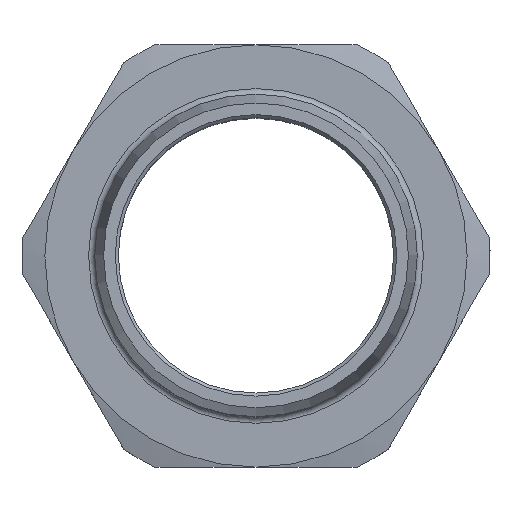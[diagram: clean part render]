
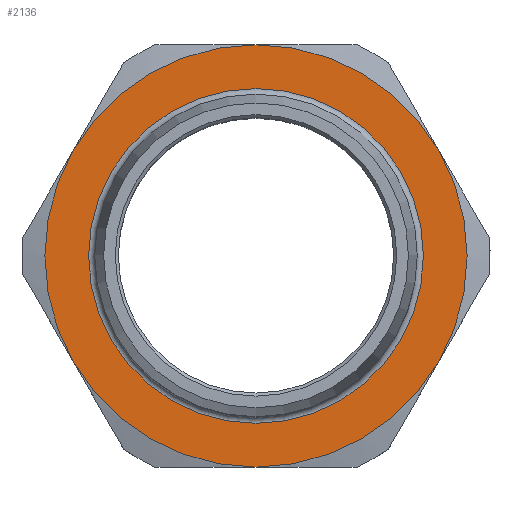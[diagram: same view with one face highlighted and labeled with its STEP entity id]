
A CAD part, top view. The second image highlights one B-rep face of the part: STEP entity #2136.
In plain terms, the highlighted face is planar.
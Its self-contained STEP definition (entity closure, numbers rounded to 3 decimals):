
#897=PLANE('',#2001);
#993=ORIENTED_EDGE('',*,*,#1277,.F.);
#994=ORIENTED_EDGE('',*,*,#1280,.F.);
#995=ORIENTED_EDGE('',*,*,#1281,.F.);
#996=ORIENTED_EDGE('',*,*,#1282,.F.);
#997=ORIENTED_EDGE('',*,*,#1283,.F.);
#998=ORIENTED_EDGE('',*,*,#1284,.F.);
#999=ORIENTED_EDGE('',*,*,#1285,.F.);
#1161=CIRCLE('',#1998,34.5);
#1162=CIRCLE('',#2002,34.5);
#1163=CIRCLE('',#2003,34.5);
#1164=CIRCLE('',#2004,34.5);
#1165=CIRCLE('',#2005,34.5);
#1166=CIRCLE('',#2006,34.5);
#1167=CIRCLE('',#2007,27.35);
#1214=VERTEX_POINT('',#1800);
#1215=VERTEX_POINT('',#1801);
#1216=VERTEX_POINT('',#1806);
#1217=VERTEX_POINT('',#1808);
#1218=VERTEX_POINT('',#1810);
#1219=VERTEX_POINT('',#1812);
#1220=VERTEX_POINT('',#1815);
#1277=EDGE_CURVE('',#1214,#1215,#1161,.T.);
#1280=EDGE_CURVE('',#1216,#1214,#1162,.T.);
#1281=EDGE_CURVE('',#1217,#1216,#1163,.T.);
#1282=EDGE_CURVE('',#1218,#1217,#1164,.T.);
#1283=EDGE_CURVE('',#1219,#1218,#1165,.T.);
#1284=EDGE_CURVE('',#1215,#1219,#1166,.T.);
#1285=EDGE_CURVE('',#1220,#1220,#1167,.T.);
#1362=EDGE_LOOP('',(#993,#994,#995,#996,#997,#998));
#1363=EDGE_LOOP('',(#999));
#1442=FACE_BOUND('',#1362,.T.);
#1443=FACE_BOUND('',#1363,.T.);
#1530=DIRECTION('',(0.,-1.,0.));
#1531=DIRECTION('',(0.,0.,34.5));
#1536=DIRECTION('',(0.,1.,0.));
#1537=DIRECTION('',(1.,0.,0.));
#1538=DIRECTION('',(0.,-1.,0.));
#1539=DIRECTION('',(0.,0.,34.5));
#1540=DIRECTION('',(0.,-1.,0.));
#1541=DIRECTION('',(0.,0.,34.5));
#1542=DIRECTION('',(0.,-1.,0.));
#1543=DIRECTION('',(0.,0.,34.5));
#1544=DIRECTION('',(0.,-1.,0.));
#1545=DIRECTION('',(0.,0.,34.5));
#1546=DIRECTION('',(0.,-1.,0.));
#1547=DIRECTION('',(0.,0.,34.5));
#1548=DIRECTION('',(0.,1.,0.));
#1549=DIRECTION('',(0.,0.,27.35));
#1800=CARTESIAN_POINT('',(37.814,29.636,17.25));
#1801=CARTESIAN_POINT('',(7.936,29.636,34.5));
#1802=CARTESIAN_POINT('',(7.936,29.636,0.));
#1805=CARTESIAN_POINT('',(42.436,29.636,0.));
#1806=CARTESIAN_POINT('',(37.814,29.636,-17.25));
#1807=CARTESIAN_POINT('',(7.936,29.636,0.));
#1808=CARTESIAN_POINT('',(7.936,29.636,-34.5));
#1809=CARTESIAN_POINT('',(7.936,29.636,0.));
#1810=CARTESIAN_POINT('',(-21.942,29.636,-17.25));
#1811=CARTESIAN_POINT('',(7.936,29.636,0.));
#1812=CARTESIAN_POINT('',(-21.942,29.636,17.25));
#1813=CARTESIAN_POINT('',(7.936,29.636,0.));
#1814=CARTESIAN_POINT('',(7.936,29.636,0.));
#1815=CARTESIAN_POINT('',(7.936,29.636,27.35));
#1816=CARTESIAN_POINT('',(7.936,29.636,0.));
#1998=AXIS2_PLACEMENT_3D('',#1802,#1530,#1531);
#2001=AXIS2_PLACEMENT_3D('',#1805,#1536,#1537);
#2002=AXIS2_PLACEMENT_3D('',#1807,#1538,#1539);
#2003=AXIS2_PLACEMENT_3D('',#1809,#1540,#1541);
#2004=AXIS2_PLACEMENT_3D('',#1811,#1542,#1543);
#2005=AXIS2_PLACEMENT_3D('',#1813,#1544,#1545);
#2006=AXIS2_PLACEMENT_3D('',#1814,#1546,#1547);
#2007=AXIS2_PLACEMENT_3D('',#1816,#1548,#1549);
#2136=ADVANCED_FACE('',(#1442,#1443),#897,.T.);
